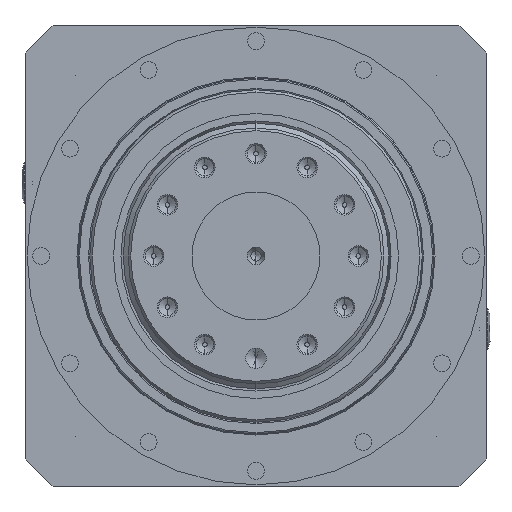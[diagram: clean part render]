
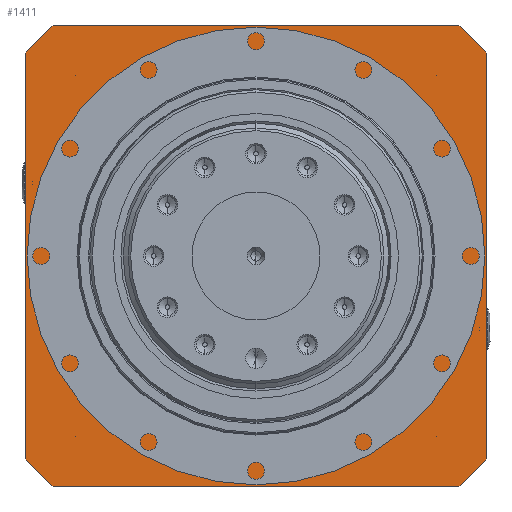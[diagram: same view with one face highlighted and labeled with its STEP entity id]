
A CAD part, left-side view. The second image highlights one B-rep face of the part: STEP entity #1411.
In plain terms, the highlighted planar face has unit normal (-1, 0, 0).
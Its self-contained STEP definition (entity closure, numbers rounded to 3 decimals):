
#9 = CARTESIAN_POINT ( 'NONE',  ( 51.5, 0., 0. ) ) ;
#226 = VERTEX_POINT ( 'NONE', #13800 ) ;
#318 = AXIS2_PLACEMENT_3D ( 'NONE', #11446, #9021, #13965 ) ;
#332 = ORIENTED_EDGE ( 'NONE', *, *, #7206, .T. ) ;
#412 = LINE ( 'NONE', #10869, #13507 ) ;
#855 = CIRCLE ( 'NONE', #318, 120. ) ;
#906 = ORIENTED_EDGE ( 'NONE', *, *, #14506, .T. ) ;
#1056 = VERTEX_POINT ( 'NONE', #8099 ) ;
#1401 = CARTESIAN_POINT ( 'NONE',  ( 51.5, 0., 0. ) ) ;
#1411 = ADVANCED_FACE ( 'NONE', ( #5020, #6426 ), #11698, .F. ) ;
#2231 = CIRCLE ( 'NONE', #10794, 120. ) ;
#2378 = ORIENTED_EDGE ( 'NONE', *, *, #12509, .T. ) ;
#2609 = DIRECTION ( 'NONE',  ( 0., -1., 0. ) ) ;
#3147 = DIRECTION ( 'NONE',  ( 1., 0., 0. ) ) ;
#3163 = ORIENTED_EDGE ( 'NONE', *, *, #10444, .T. ) ;
#3641 = DIRECTION ( 'NONE',  ( 1., 0., 0. ) ) ;
#3736 = LINE ( 'NONE', #9040, #8157 ) ;
#3746 = CARTESIAN_POINT ( 'NONE',  ( 51.5, 0., 0. ) ) ;
#3828 = VERTEX_POINT ( 'NONE', #11526 ) ;
#4543 = VERTEX_POINT ( 'NONE', #7881 ) ;
#4659 = VERTEX_POINT ( 'NONE', #10807 ) ;
#4901 = VERTEX_POINT ( 'NONE', #6808 ) ;
#5020 = FACE_OUTER_BOUND ( 'NONE', #12863, .T. ) ;
#5098 = DIRECTION ( 'NONE',  ( 1., 0., 0. ) ) ;
#5405 = ORIENTED_EDGE ( 'NONE', *, *, #6872, .T. ) ;
#5900 = ORIENTED_EDGE ( 'NONE', *, *, #8781, .F. ) ;
#6159 = CARTESIAN_POINT ( 'NONE',  ( 51.5, -90., 79.373 ) ) ;
#6189 = DIRECTION ( 'NONE',  ( 1., 0., 0. ) ) ;
#6327 = DIRECTION ( 'NONE',  ( 0., -1., 0. ) ) ;
#6426 = FACE_BOUND ( 'NONE', #17031, .T. ) ;
#6623 = AXIS2_PLACEMENT_3D ( 'NONE', #1401, #15603, #7964 ) ;
#6631 = AXIS2_PLACEMENT_3D ( 'NONE', #9, #10725, #2609 ) ;
#6808 = CARTESIAN_POINT ( 'NONE',  ( 51.5, 79.373, -90. ) ) ;
#6872 = EDGE_CURVE ( 'NONE', #7458, #4543, #7415, .T. ) ;
#7075 = CARTESIAN_POINT ( 'NONE',  ( 51.5, 65., 0. ) ) ;
#7206 = EDGE_CURVE ( 'NONE', #4901, #4659, #412, .T. ) ;
#7318 = VECTOR ( 'NONE', #16268, 1000. ) ;
#7415 = CIRCLE ( 'NONE', #14903, 65. ) ;
#7458 = VERTEX_POINT ( 'NONE', #7075 ) ;
#7475 = CIRCLE ( 'NONE', #6631, 65. ) ;
#7881 = CARTESIAN_POINT ( 'NONE',  ( 51.5, -65., 0. ) ) ;
#7964 = DIRECTION ( 'NONE',  ( 0., -1., 0. ) ) ;
#8029 = EDGE_CURVE ( 'NONE', #14763, #3828, #10478, .T. ) ;
#8036 = DIRECTION ( 'NONE',  ( 0., -1., 0. ) ) ;
#8099 = CARTESIAN_POINT ( 'NONE',  ( 51.5, 90., -79.373 ) ) ;
#8157 = VECTOR ( 'NONE', #8169, 1000. ) ;
#8169 = DIRECTION ( 'NONE',  ( 0., 1., 0. ) ) ;
#8616 = AXIS2_PLACEMENT_3D ( 'NONE', #16653, #3641, #6327 ) ;
#8781 = EDGE_CURVE ( 'NONE', #226, #4659, #2231, .T. ) ;
#8885 = CIRCLE ( 'NONE', #8616, 120. ) ;
#9021 = DIRECTION ( 'NONE',  ( 1., 0., 0. ) ) ;
#9040 = CARTESIAN_POINT ( 'NONE',  ( 51.5, 0., 90. ) ) ;
#10034 = VERTEX_POINT ( 'NONE', #12072 ) ;
#10193 = VECTOR ( 'NONE', #13479, 1000. ) ;
#10390 = DIRECTION ( 'NONE',  ( 0., 1., 0. ) ) ;
#10444 = EDGE_CURVE ( 'NONE', #10034, #3828, #3736, .T. ) ;
#10478 = CIRCLE ( 'NONE', #6623, 120. ) ;
#10682 = CARTESIAN_POINT ( 'NONE',  ( 51.5, 90., -120. ) ) ;
#10725 = DIRECTION ( 'NONE',  ( 1., 0., 0. ) ) ;
#10794 = AXIS2_PLACEMENT_3D ( 'NONE', #3746, #6189, #11480 ) ;
#10807 = CARTESIAN_POINT ( 'NONE',  ( 51.5, -79.373, -90. ) ) ;
#10869 = CARTESIAN_POINT ( 'NONE',  ( 51.5, 0., -90. ) ) ;
#10954 = LINE ( 'NONE', #12267, #7318 ) ;
#11446 = CARTESIAN_POINT ( 'NONE',  ( 51.5, 0., 0. ) ) ;
#11480 = DIRECTION ( 'NONE',  ( 0., -1., 0. ) ) ;
#11526 = CARTESIAN_POINT ( 'NONE',  ( 51.5, 79.373, 90. ) ) ;
#11698 = PLANE ( 'NONE',  #13985 ) ;
#11811 = LINE ( 'NONE', #10682, #10193 ) ;
#12072 = CARTESIAN_POINT ( 'NONE',  ( 51.5, -79.373, 90. ) ) ;
#12267 = CARTESIAN_POINT ( 'NONE',  ( 51.5, -90., -120. ) ) ;
#12509 = EDGE_CURVE ( 'NONE', #226, #15273, #10954, .T. ) ;
#12810 = CARTESIAN_POINT ( 'NONE',  ( 51.5, 0., 0. ) ) ;
#12863 = EDGE_LOOP ( 'NONE', ( #15572, #3163, #15034, #906, #15743, #332, #5900, #2378 ) ) ;
#13479 = DIRECTION ( 'NONE',  ( 0., 0., -1. ) ) ;
#13507 = VECTOR ( 'NONE', #8036, 1000. ) ;
#13631 = DIRECTION ( 'NONE',  ( 0., -1., 0. ) ) ;
#13800 = CARTESIAN_POINT ( 'NONE',  ( 51.5, -90., -79.373 ) ) ;
#13965 = DIRECTION ( 'NONE',  ( 0., -1., 0. ) ) ;
#13985 = AXIS2_PLACEMENT_3D ( 'NONE', #16981, #5098, #10390 ) ;
#14506 = EDGE_CURVE ( 'NONE', #14763, #1056, #11811, .T. ) ;
#14763 = VERTEX_POINT ( 'NONE', #15303 ) ;
#14903 = AXIS2_PLACEMENT_3D ( 'NONE', #12810, #3147, #13631 ) ;
#15034 = ORIENTED_EDGE ( 'NONE', *, *, #8029, .F. ) ;
#15273 = VERTEX_POINT ( 'NONE', #6159 ) ;
#15303 = CARTESIAN_POINT ( 'NONE',  ( 51.5, 90., 79.373 ) ) ;
#15395 = EDGE_CURVE ( 'NONE', #4543, #7458, #7475, .T. ) ;
#15572 = ORIENTED_EDGE ( 'NONE', *, *, #16424, .F. ) ;
#15603 = DIRECTION ( 'NONE',  ( 1., 0., 0. ) ) ;
#15743 = ORIENTED_EDGE ( 'NONE', *, *, #16352, .F. ) ;
#16268 = DIRECTION ( 'NONE',  ( 0., 0., 1. ) ) ;
#16352 = EDGE_CURVE ( 'NONE', #4901, #1056, #855, .T. ) ;
#16424 = EDGE_CURVE ( 'NONE', #10034, #15273, #8885, .T. ) ;
#16653 = CARTESIAN_POINT ( 'NONE',  ( 51.5, 0., 0. ) ) ;
#16981 = CARTESIAN_POINT ( 'NONE',  ( 51.5, 0., -120. ) ) ;
#17031 = EDGE_LOOP ( 'NONE', ( #17083, #5405 ) ) ;
#17083 = ORIENTED_EDGE ( 'NONE', *, *, #15395, .T. ) ;
